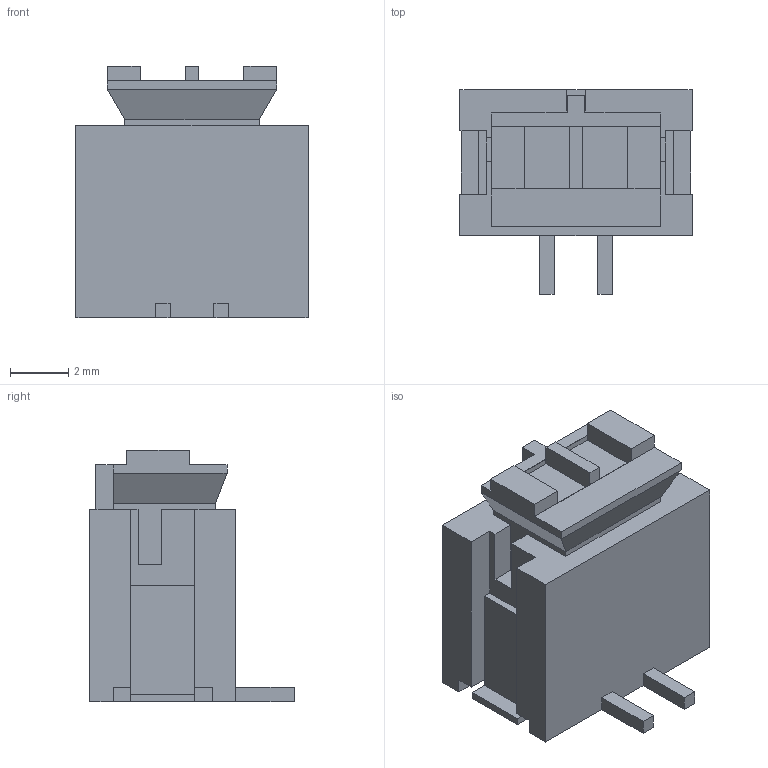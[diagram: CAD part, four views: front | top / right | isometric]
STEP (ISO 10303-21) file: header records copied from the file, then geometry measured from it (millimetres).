
FILE_DESCRIPTION(/* description */ (''),/* implementation_level */ '2;1');
FILE_NAME(/* name */ 'J-2-0200-MDS-B2B-PH-SM4.step',/* time_stamp */ '2023-05-22T18:19:55+10:00',/* author */ (''),/* organization */ (''),/* preprocessor_version */ 'ST-DEVELOPER v19.2',/* originating_system */ 'Autodesk Translation Framework v12.4.0.73',/* authorisation */ '');
FILE_SCHEMA (('AUTOMOTIVE_DESIGN { 1 0 10303 214 3 1 1 }'));
Length unit declared in the file: millimetre
Products named in the file (2): J-2-0200-MDS-B2B-PH-SM4; Document (9)
Assembly tree (1 placements, depth 2):
  J-2-0200-MDS-B2B-PH-SM4
    Document (9)
Bounding box: 7.95 x 7 x 8.63 mm (x, y, z)
Surface area: 544.8 mm2 (no closed solid volume)
Topology: 0 solids, 128 shells, 128 faces, 656 edges, 656 vertices
Faces by surface type: plane 128
Entity records: 6734 total; most frequent: CARTESIAN_POINT 1443, DIRECTION 918, LINE 656, VECTOR 656, VERTEX_POINT 656, EDGE_CURVE 656, ORIENTED_EDGE 656, EDGE_LOOP 132
